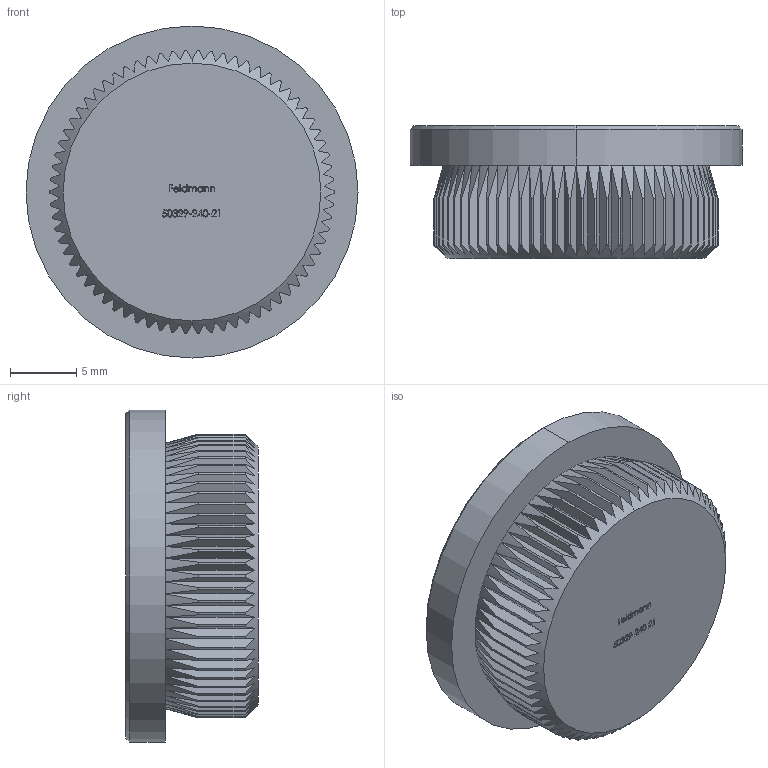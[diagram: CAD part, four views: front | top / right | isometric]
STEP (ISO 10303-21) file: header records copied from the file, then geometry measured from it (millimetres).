
FILE_DESCRIPTION (( 'STEP AP203' ), '1' );
FILE_NAME ('50329-240.step', '2018-10-25T11:59:57', ( '' ), ( '' ), 'SwSTEP 2.0', 'SolidWorks 2015', '' );
FILE_SCHEMA (( 'CONFIG_CONTROL_DESIGN' ));
Length unit declared in the file: millimetre
Products named in the file (1): 50329-240
Bounding box: 25 x 10 x 25 mm (x, y, z)
Volume: 3806.8 mm3; surface area: 1958.9 mm2
Topology: 1 solids, 1 shells, 542 faces, 1392 edges, 880 vertices
Faces by surface type: plane 281, bspline 115, cone 74, cylinder 72
Entity records: 22973 total; most frequent: CARTESIAN_POINT 10954, ORIENTED_EDGE 2784, DIRECTION 1956, EDGE_CURVE 1392, VERTEX_POINT 880, VECTOR 664, LINE 664, AXIS2_PLACEMENT_3D 646
